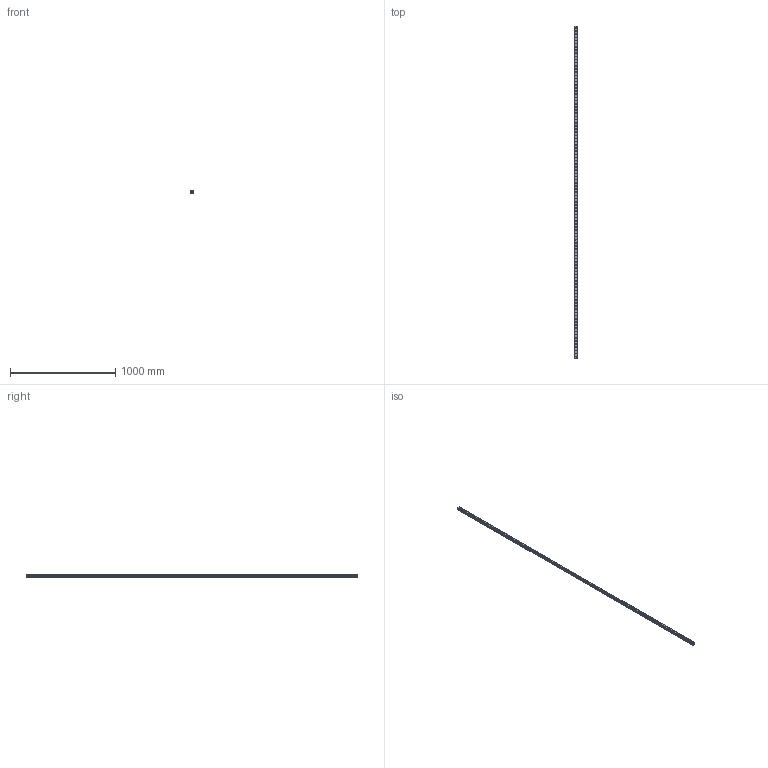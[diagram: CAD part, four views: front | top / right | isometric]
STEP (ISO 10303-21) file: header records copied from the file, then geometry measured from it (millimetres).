
FILE_DESCRIPTION(('STEP AP214'),'1');
FILE_NAME('cctmp_9EEA8275-8E83-4789-8ABB-0A1B4A5E8343_2021_03_11_08_39_32_0714..stp','2021-03-11T07:39:33',('HIWIN GmbH'),('CADClick - www.CADClick.com'),'Spatial InterOp 3D',' ','unknown authorization');
FILE_SCHEMA(('AUTOMOTIVE_DESIGN'));
Length unit declared in the file: millimetre
Products named in the file (1): RGR25R3150H_FILE
Bounding box: 23 x 3150 x 23.6 mm (x, y, z)
Volume: 1263207.2 mm3; surface area: 390843.5 mm2
Topology: 1 solids, 1 shells, 1062 faces, 2223 edges, 1482 vertices
Faces by surface type: cylinder 648, plane 414
Entity records: 37483 total; most frequent: DIRECTION 5645, CARTESIAN_POINT 4768, ORIENTED_EDGE 4446, AXIS2_PLACEMENT_3D 2359, EDGE_CURVE 2223, VERTEX_POINT 1482, EDGE_LOOP 1381, CIRCLE 1296
